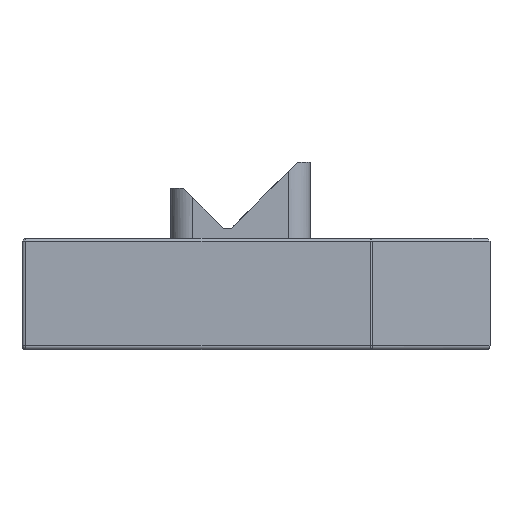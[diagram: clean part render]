
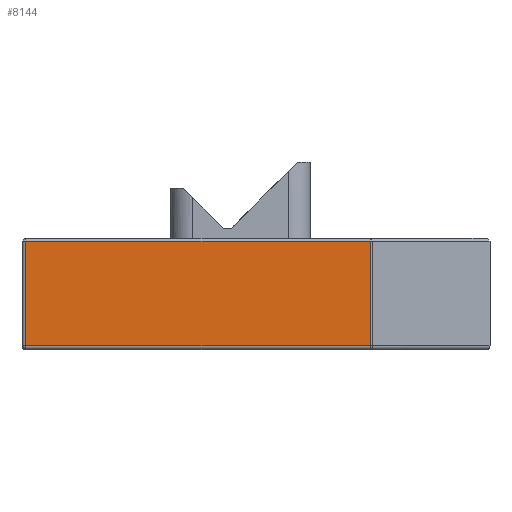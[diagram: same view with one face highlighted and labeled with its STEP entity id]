
A CAD part, left-side view. The second image highlights one B-rep face of the part: STEP entity #8144.
In plain terms, the highlighted planar face has unit normal (-1, 0, 0).
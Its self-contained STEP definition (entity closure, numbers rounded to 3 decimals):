
#1082=FACE_OUTER_BOUND('',#1581,.T.);
#1581=EDGE_LOOP('',(#6944,#6945,#6946,#6947));
#2392=LINE('',#13966,#3150);
#2398=LINE('',#13981,#3156);
#2399=LINE('',#13985,#3157);
#2400=LINE('',#13986,#3158);
#3150=VECTOR('',#11077,10.);
#3156=VECTOR('',#11093,10.);
#3157=VECTOR('',#11098,10.);
#3158=VECTOR('',#11099,10.);
#3933=VERTEX_POINT('',#13960);
#3934=VERTEX_POINT('',#13964);
#3938=VERTEX_POINT('',#13980);
#3939=VERTEX_POINT('',#13984);
#5008=EDGE_CURVE('',#3933,#3934,#2392,.T.);
#5015=EDGE_CURVE('',#3934,#3938,#2398,.T.);
#5017=EDGE_CURVE('',#3939,#3933,#2399,.T.);
#5018=EDGE_CURVE('',#3938,#3939,#2400,.T.);
#6944=ORIENTED_EDGE('',*,*,#5008,.F.);
#6945=ORIENTED_EDGE('',*,*,#5017,.F.);
#6946=ORIENTED_EDGE('',*,*,#5018,.F.);
#6947=ORIENTED_EDGE('',*,*,#5015,.F.);
#7783=PLANE('',#8942);
#8144=ADVANCED_FACE('',(#1082),#7783,.T.);
#8942=AXIS2_PLACEMENT_3D('',#13983,#11096,#11097);
#11077=DIRECTION('',(0.,-1.,0.));
#11093=DIRECTION('',(0.,0.,-1.));
#11096=DIRECTION('center_axis',(-1.,0.,0.));
#11097=DIRECTION('ref_axis',(0.,1.,0.));
#11098=DIRECTION('',(0.,0.,1.));
#11099=DIRECTION('',(0.,1.,0.));
#13960=CARTESIAN_POINT('',(0.,67.5,-0.4));
#13964=CARTESIAN_POINT('',(0.,21.117,-0.4));
#13966=CARTESIAN_POINT('',(0.,28.705,-0.4));
#13980=CARTESIAN_POINT('',(0.,21.117,-14.5));
#13981=CARTESIAN_POINT('',(0.,21.117,0.));
#13983=CARTESIAN_POINT('Origin',(0.,20.91,0.));
#13984=CARTESIAN_POINT('',(0.,67.5,-14.5));
#13985=CARTESIAN_POINT('',(0.,67.5,0.));
#13986=CARTESIAN_POINT('',(0.,28.705,-14.5));
